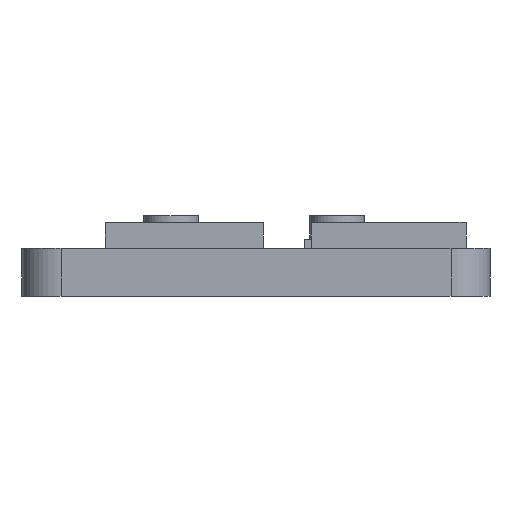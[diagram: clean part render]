
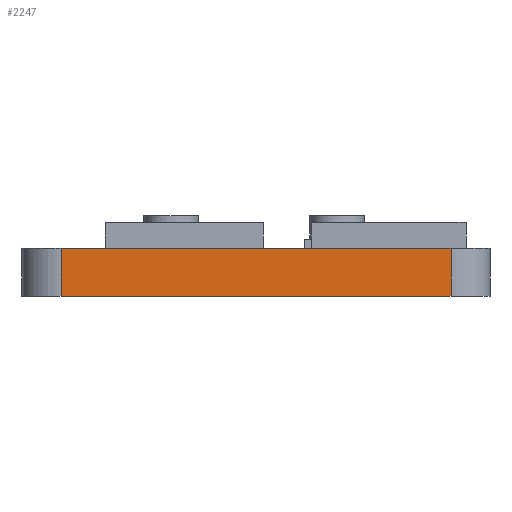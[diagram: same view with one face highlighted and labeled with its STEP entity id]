
A CAD part, left-side view. The second image highlights one B-rep face of the part: STEP entity #2247.
In plain terms, the highlighted free-form (B-spline) face has degree [1, 1] with [2, 2] control points.
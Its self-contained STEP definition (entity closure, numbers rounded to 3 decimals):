
#1304 = VERTEX_POINT('',#1305);
#1305 = CARTESIAN_POINT('',(-15.179,21.793,
    2.43));
#1311 = EDGE_CURVE('',#1304,#1312,#1314,.T.);
#1312 = VERTEX_POINT('',#1313);
#1313 = CARTESIAN_POINT('',(-15.179,1.981,
    2.43));
#1314 = B_SPLINE_CURVE_WITH_KNOTS('',1,(#1315,#1316),.UNSPECIFIED.,.F.,
  .F.,(2,2),(0.,15.),.PIECEWISE_BEZIER_KNOTS.);
#1315 = CARTESIAN_POINT('',(-15.179,21.793,
    2.43));
#1316 = CARTESIAN_POINT('',(-15.179,1.981,
    2.43));
#1553 = VERTEX_POINT('',#1554);
#1554 = CARTESIAN_POINT('',(-15.179,21.793,0.));
#1560 = EDGE_CURVE('',#1553,#1561,#1563,.T.);
#1561 = VERTEX_POINT('',#1562);
#1562 = CARTESIAN_POINT('',(-15.179,1.981,0.));
#1563 = B_SPLINE_CURVE_WITH_KNOTS('',1,(#1564,#1565),.UNSPECIFIED.,.F.,
  .F.,(2,2),(0.,15.),.PIECEWISE_BEZIER_KNOTS.);
#1564 = CARTESIAN_POINT('',(-15.179,21.793,0.));
#1565 = CARTESIAN_POINT('',(-15.179,1.981,0.));
#2236 = EDGE_CURVE('',#1561,#1312,#2237,.T.);
#2237 = B_SPLINE_CURVE_WITH_KNOTS('',1,(#2238,#2239),.UNSPECIFIED.,.F.,
  .F.,(2,2),(0.,1.84),.PIECEWISE_BEZIER_KNOTS.);
#2238 = CARTESIAN_POINT('',(-15.179,1.981,0.));
#2239 = CARTESIAN_POINT('',(-15.179,1.981,
    2.43));
#2247 = ADVANCED_FACE('',(#2248),#2258,.T.);
#2248 = FACE_BOUND('',#2249,.T.);
#2249 = EDGE_LOOP('',(#2250,#2251,#2252,#2253));
#2250 = ORIENTED_EDGE('',*,*,#1560,.T.);
#2251 = ORIENTED_EDGE('',*,*,#2236,.T.);
#2252 = ORIENTED_EDGE('',*,*,#1311,.F.);
#2253 = ORIENTED_EDGE('',*,*,#2254,.F.);
#2254 = EDGE_CURVE('',#1553,#1304,#2255,.T.);
#2255 = B_SPLINE_CURVE_WITH_KNOTS('',1,(#2256,#2257),.UNSPECIFIED.,.F.,
  .F.,(2,2),(0.,1.84),.PIECEWISE_BEZIER_KNOTS.);
#2256 = CARTESIAN_POINT('',(-15.179,21.793,0.));
#2257 = CARTESIAN_POINT('',(-15.179,21.793,
    2.43));
#2258 = B_SPLINE_SURFACE_WITH_KNOTS('',1,1,(
    (#2259,#2260)
    ,(#2261,#2262
    )),.UNSPECIFIED.,.F.,.F.,.F.,(2,2),(2,2),(0.,15.),(0.,
    1.84),.PIECEWISE_BEZIER_KNOTS.);
#2259 = CARTESIAN_POINT('',(-15.179,21.793,0.));
#2260 = CARTESIAN_POINT('',(-15.179,21.793,
    2.43));
#2261 = CARTESIAN_POINT('',(-15.179,1.981,0.));
#2262 = CARTESIAN_POINT('',(-15.179,1.981,
    2.43));
